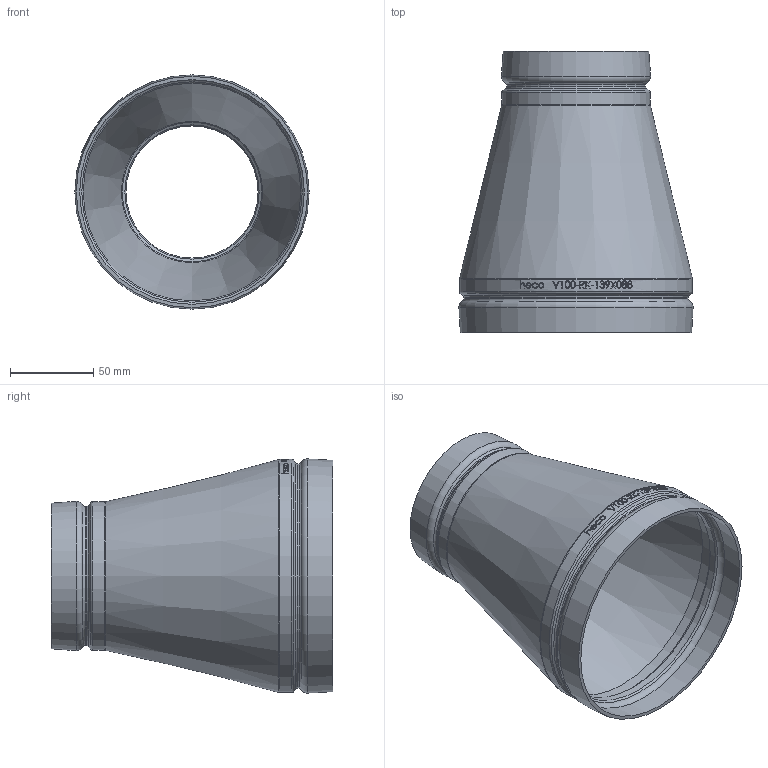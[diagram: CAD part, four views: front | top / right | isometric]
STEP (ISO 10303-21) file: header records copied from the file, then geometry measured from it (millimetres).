
FILE_DESCRIPTION (( 'STEP AP214' ), '1' );
FILE_NAME ('V100-RK-139X088-x Typ E495 DN125x80 500x300 Ø139,7x88,9 1812.STEP', '2018-12-18T10:24:33', ( '' ), ( '' ), 'SwSTEP 2.0', 'SolidWorks 2016', '' );
FILE_SCHEMA (( 'AUTOMOTIVE_DESIGN' ));
Length unit declared in the file: inch
Products named in the file (1): V100-RK-139X088-x Typ E495 DN125x80 500x300 Ø139,7x88,9 1812
Bounding box: 140.33 x 168.4 x 140.33 mm (x, y, z)
Volume: 123630.4 mm3; surface area: 125103.5 mm2
Topology: 1 solids, 1 shells, 271 faces, 699 edges, 460 vertices
Faces by surface type: bspline 124, plane 82, cylinder 38, torus 17, cone 10
Full cylindrical faces by diameter (mm): 79.187 x1, 83.185 x1, 84.902 x1, 88.9 x1, 130.52 x1, 134.518 x1, 135.702 x1, 139.7 x1
Entity records: 17026 total; most frequent: CARTESIAN_POINT 8583, ORIENTED_EDGE 1298, DIRECTION 746, EDGE_CURVE 649, VERTEX_POINT 445, EDGE_LOOP 338, B_SPLINE_CURVE_WITH_KNOTS 302, FACE_OUTER_BOUND 296
